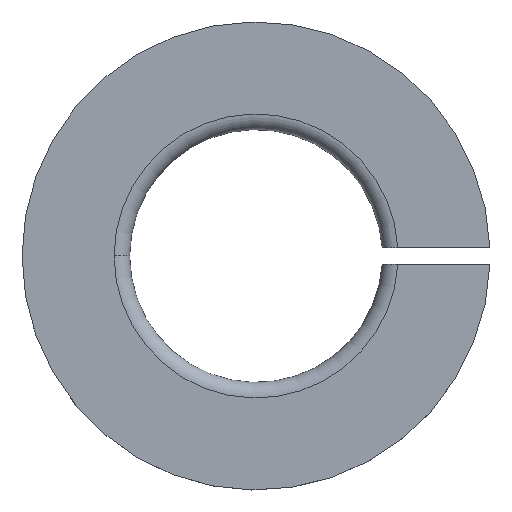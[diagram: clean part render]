
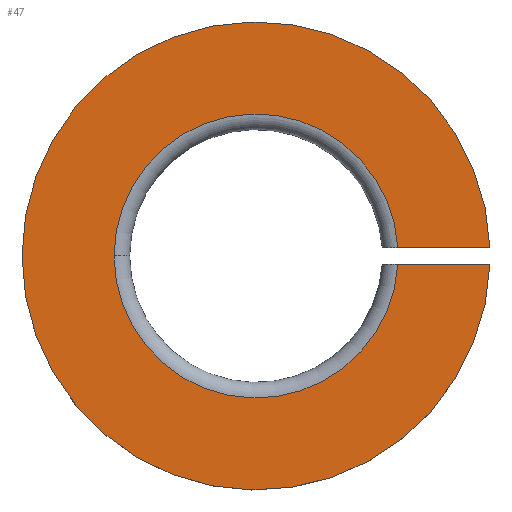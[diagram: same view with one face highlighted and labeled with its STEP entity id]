
A CAD part, top view. The second image highlights one B-rep face of the part: STEP entity #47.
In plain terms, the highlighted planar face has unit normal (0, 0, 1).
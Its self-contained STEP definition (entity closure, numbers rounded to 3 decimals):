
#47=ADVANCED_FACE('',(#94),#95,.F.);
#94=FACE_OUTER_BOUND('',#138,.T.);
#95=PLANE('',#139);
#138=EDGE_LOOP('',(#201,#202,#203,#204,#205,#206));
#139=AXIS2_PLACEMENT_3D('',#207,#208,#209);
#201=ORIENTED_EDGE('',*,*,#288,.T.);
#202=ORIENTED_EDGE('',*,*,#289,.T.);
#203=ORIENTED_EDGE('',*,*,#277,.T.);
#204=ORIENTED_EDGE('',*,*,#290,.T.);
#205=ORIENTED_EDGE('',*,*,#280,.F.);
#206=ORIENTED_EDGE('',*,*,#286,.F.);
#207=CARTESIAN_POINT('',(15.,5.876,2.1));
#208=DIRECTION('',(0.,0.,-1.0));
#209=DIRECTION('',(1.0,0.,0.0));
#277=EDGE_CURVE('',#322,#324,#326,.T.);
#280=EDGE_CURVE('',#328,#331,#332,.T.);
#286=EDGE_CURVE('',#339,#328,#341,.T.);
#288=EDGE_CURVE('',#339,#343,#344,.T.);
#289=EDGE_CURVE('',#343,#322,#345,.T.);
#290=EDGE_CURVE('',#324,#331,#346,.T.);
#322=VERTEX_POINT('',#398);
#324=VERTEX_POINT('',#400);
#326=CIRCLE('',#417,9.1);
#328=VERTEX_POINT('',#419);
#331=VERTEX_POINT('',#423);
#332=CIRCLE('',#424,15.0);
#339=VERTEX_POINT('',#432);
#341=CIRCLE('',#435,15.0);
#343=VERTEX_POINT('',#437);
#344=LINE('',#438,#439);
#345=CIRCLE('',#440,9.1);
#346=LINE('',#441,#442);
#398=CARTESIAN_POINT('',(5.9,14.976,2.1));
#400=CARTESIAN_POINT('',(24.085,15.501,2.1));
#417=AXIS2_PLACEMENT_3D('',#511,#512,#513);
#419=CARTESIAN_POINT('',(0.,14.976,2.1));
#423=CARTESIAN_POINT('',(29.991,15.501,2.1));
#424=AXIS2_PLACEMENT_3D('',#515,#516,#517);
#432=CARTESIAN_POINT('',(29.991,14.451,2.1));
#435=AXIS2_PLACEMENT_3D('',#526,#527,#528);
#437=CARTESIAN_POINT('',(24.085,14.451,2.1));
#438=CARTESIAN_POINT('',(30.3,14.451,2.1));
#439=VECTOR('',#529,1.0);
#440=AXIS2_PLACEMENT_3D('',#530,#531,#532);
#441=CARTESIAN_POINT('',(15.,15.501,2.1));
#442=VECTOR('',#533,1.0);
#511=CARTESIAN_POINT('',(15.,14.976,2.1));
#512=DIRECTION('',(0.,0.,-1.0));
#513=DIRECTION('',(1.0,0.,0.));
#515=CARTESIAN_POINT('',(15.,14.976,2.1));
#516=DIRECTION('',(0.,0.,-1.0));
#517=DIRECTION('',(1.0,0.0,0.));
#526=CARTESIAN_POINT('',(15.,14.976,2.1));
#527=DIRECTION('',(0.,0.,-1.0));
#528=DIRECTION('',(1.0,0.0,0.));
#529=DIRECTION('',(-1.0,0.,0.));
#530=CARTESIAN_POINT('',(15.,14.976,2.1));
#531=DIRECTION('',(0.,0.,-1.0));
#532=DIRECTION('',(1.0,0.,0.));
#533=DIRECTION('',(1.0,0.,0.));
